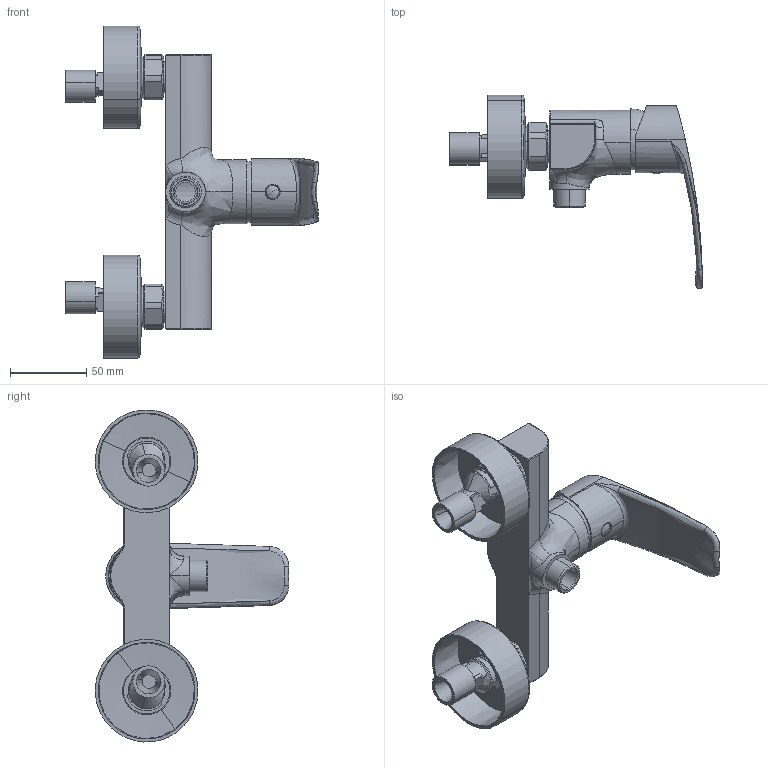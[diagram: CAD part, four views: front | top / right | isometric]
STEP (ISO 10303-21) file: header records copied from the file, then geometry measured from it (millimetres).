
FILE_DESCRIPTION (( 'STEP AP203' ), '1' );
FILE_NAME ('57DP03575.STEP', '2020-05-27T05:37:03', ( '' ), ( '' ), 'SwSTEP 2.0', 'SolidWorks 2018', '' );
FILE_SCHEMA (( 'CONFIG_CONTROL_DESIGN' ));
Length unit declared in the file: millimetre
Products named in the file (1): 57DP03575
Bounding box: 165.94 x 126.9 x 217.87 mm (x, y, z)
Volume: 170230.8 mm3; surface area: 129540.1 mm2
Topology: 12 solids, 12 shells, 469 faces, 1159 edges, 728 vertices
Faces by surface type: cylinder 176, plane 155, cone 77, torus 29, bspline 26, sphere 6
Entity records: 54541 total; most frequent: CARTESIAN_POINT 43485, ORIENTED_EDGE 2298, DIRECTION 2293, EDGE_CURVE 1149, AXIS2_PLACEMENT_3D 899, VERTEX_POINT 728, EDGE_LOOP 515, LINE 495
